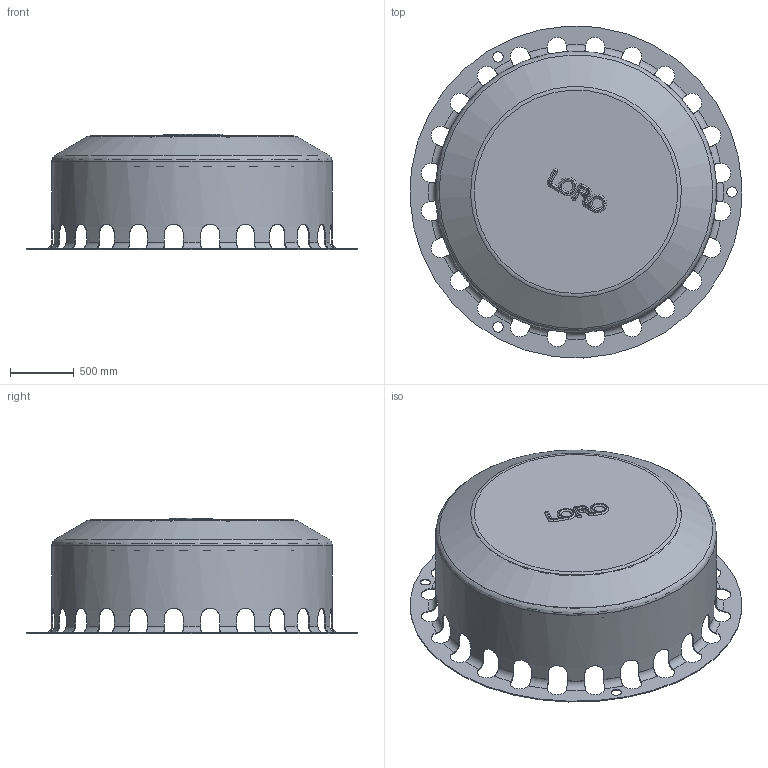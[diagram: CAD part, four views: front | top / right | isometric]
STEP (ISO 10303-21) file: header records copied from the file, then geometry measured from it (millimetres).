
FILE_DESCRIPTION(/* description */ (''),/* implementation_level */ '2;1');
FILE_NAME(/* name */ '21016.000X_3D.stp',/* time_stamp */ '2024-12-12T08:14:12+01:00',/* author */ ('CAD'),/* organization */ (''),/* preprocessor_version */ 'ST-DEVELOPER v20',/* originating_system */ 'AutoCAD Mechanical',/* authorisation */ '');
FILE_SCHEMA (('AUTOMOTIVE_DESIGN { 1 0 10303 214 3 1 1 }'));
Length unit declared in the file: centimetre
Products named in the file (2): Product; *S77
Assembly tree (1 placements, depth 2):
  Product
    *S77
Bounding box: 2597.53 x 2597.53 x 903.65 mm (x, y, z)
Volume: 866810178.4 mm3; surface area: 34712754.5 mm2
Topology: 8 solids, 8 shells, 251 faces, 881 edges, 600 vertices
Faces by surface type: cylinder 77, plane 72, torus 67, bspline 21, cone 14
Full cylindrical faces by diameter (mm): 80 x5, 84 x1, 90 x1, 130 x1, 160 x1, 2135 x1, 2180 x1, 2184 x1, 2200 x1, 2600 x1
Entity records: 15900 total; most frequent: CARTESIAN_POINT 8526, ORIENTED_EDGE 1762, DIRECTION 1317, EDGE_CURVE 881, VERTEX_POINT 600, AXIS2_PLACEMENT_3D 512, B_SPLINE_CURVE_WITH_KNOTS 309, LINE 293
